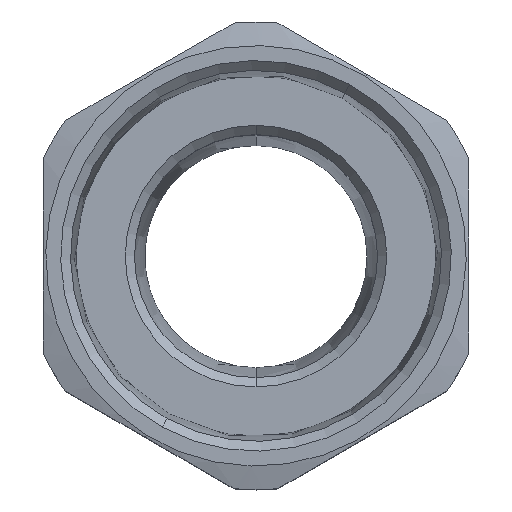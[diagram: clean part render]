
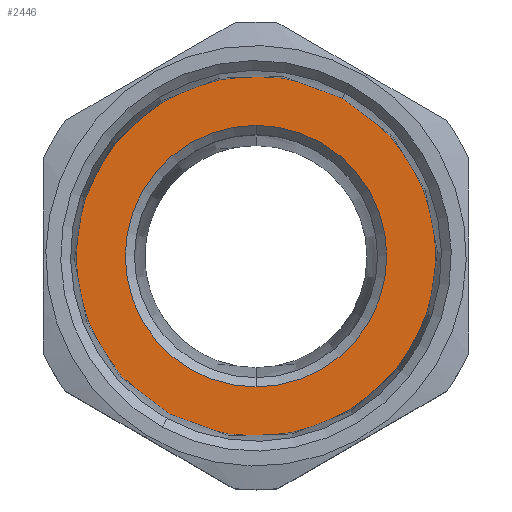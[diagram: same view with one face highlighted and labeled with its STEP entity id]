
A CAD part, top view. The second image highlights one B-rep face of the part: STEP entity #2446.
In plain terms, the highlighted planar face has unit normal (0, 0, 1).
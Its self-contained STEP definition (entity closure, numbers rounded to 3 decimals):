
#2408=AXIS2_PLACEMENT_3D('Plane Axis2P3D',#2405,#2406,#2407) ;
#2412=AXIS2_PLACEMENT_3D('Circle Axis2P3D',#2410,#2411,$) ;
#2421=AXIS2_PLACEMENT_3D('Circle Axis2P3D',#2419,#2420,$) ;
#2430=AXIS2_PLACEMENT_3D('Circle Axis2P3D',#2428,#2429,$) ;
#2439=AXIS2_PLACEMENT_3D('Circle Axis2P3D',#2437,#2438,$) ;
#2405=CARTESIAN_POINT('Axis2P3D Location',(23.,25.3,59.25)) ;
#2410=CARTESIAN_POINT('Axis2P3D Location',(23.,25.3,59.25)) ;
#2414=CARTESIAN_POINT('Vertex',(13.662,8.206,59.25)) ;
#2416=CARTESIAN_POINT('Vertex',(32.338,42.394,59.25)) ;
#2419=CARTESIAN_POINT('Axis2P3D Location',(23.,25.3,59.25)) ;
#2428=CARTESIAN_POINT('Axis2P3D Location',(23.,25.3,59.25)) ;
#2432=CARTESIAN_POINT('Vertex',(23.,39.45,59.25)) ;
#2434=CARTESIAN_POINT('Vertex',(23.,11.15,59.25)) ;
#2437=CARTESIAN_POINT('Axis2P3D Location',(23.,25.3,59.25)) ;
#2406=DIRECTION('Axis2P3D Direction',(0.,0.,-1.)) ;
#2407=DIRECTION('Axis2P3D XDirection',(0.,1.,0.)) ;
#2411=DIRECTION('Axis2P3D Direction',(0.,0.,-1.)) ;
#2420=DIRECTION('Axis2P3D Direction',(0.,0.,-1.)) ;
#2429=DIRECTION('Axis2P3D Direction',(0.,0.,-1.)) ;
#2438=DIRECTION('Axis2P3D Direction',(0.,0.,-1.)) ;
#2425=ORIENTED_EDGE('',*,*,#2418,.F.) ;
#2426=ORIENTED_EDGE('',*,*,#2423,.F.) ;
#2443=ORIENTED_EDGE('',*,*,#2436,.T.) ;
#2444=ORIENTED_EDGE('',*,*,#2441,.T.) ;
#2445=FACE_BOUND('',#2442,.T.) ;
#2446=ADVANCED_FACE('A2LF_32_Entry Body_1NPT.1\\Koerper.2',(#2427,#2445),#2409,.F.) ;
#2413=CIRCLE('generated circle',#2412,19.478) ;
#2422=CIRCLE('generated circle',#2421,19.478) ;
#2431=CIRCLE('generated circle',#2430,14.15) ;
#2440=CIRCLE('generated circle',#2439,14.15) ;
#2418=EDGE_CURVE('',#2415,#2417,#2413,.T.) ;
#2423=EDGE_CURVE('',#2417,#2415,#2422,.T.) ;
#2436=EDGE_CURVE('',#2433,#2435,#2431,.T.) ;
#2441=EDGE_CURVE('',#2435,#2433,#2440,.T.) ;
#2424=EDGE_LOOP('',(#2425,#2426)) ;
#2442=EDGE_LOOP('',(#2443,#2444)) ;
#2427=FACE_OUTER_BOUND('',#2424,.T.) ;
#2409=PLANE('',#2408) ;
#2415=VERTEX_POINT('',#2414) ;
#2417=VERTEX_POINT('',#2416) ;
#2433=VERTEX_POINT('',#2432) ;
#2435=VERTEX_POINT('',#2434) ;
